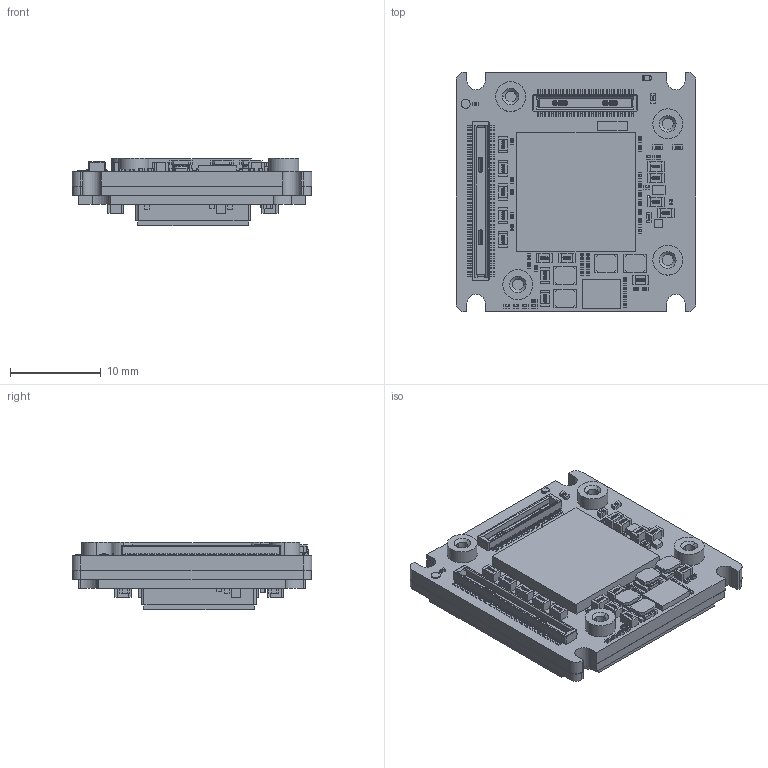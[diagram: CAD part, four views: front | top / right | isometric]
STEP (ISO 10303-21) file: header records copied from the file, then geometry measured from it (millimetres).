
FILE_DESCRIPTION (( 'STEP AP214' ), '1' );
FILE_NAME ('Alvium-Extended-Bare-Board-E2VEV76Cx7x.STEP', '2022-11-28T13:12:01', ( '' ), ( '' ), 'SwSTEP 2.0', 'SolidWorks 2021', '' );
FILE_SCHEMA (( 'AUTOMOTIVE_DESIGN' ));
Length unit declared in the file: millimetre
Products named in the file (1): Alvium-Extended-Bare-Board-E2VEV76Cx7x
Bounding box: 26.4 x 26.4 x 7.44 mm (x, y, z)
Volume: 3089.6 mm3; surface area: 3975.2 mm2
Topology: 123 solids, 123 shells, 8124 faces, 21098 edges, 13736 vertices
Faces by surface type: plane 4311, bspline 2900, cylinder 833, torus 40, cone 24, sphere 16
Entity records: 500238 total; most frequent: CARTESIAN_POINT 230027, ORIENTED_EDGE 42148, DIRECTION 27372, EDGE_CURVE 21074, VERTEX_POINT 13736, VECTOR 13434, LINE 13434, EDGE_LOOP 8672
